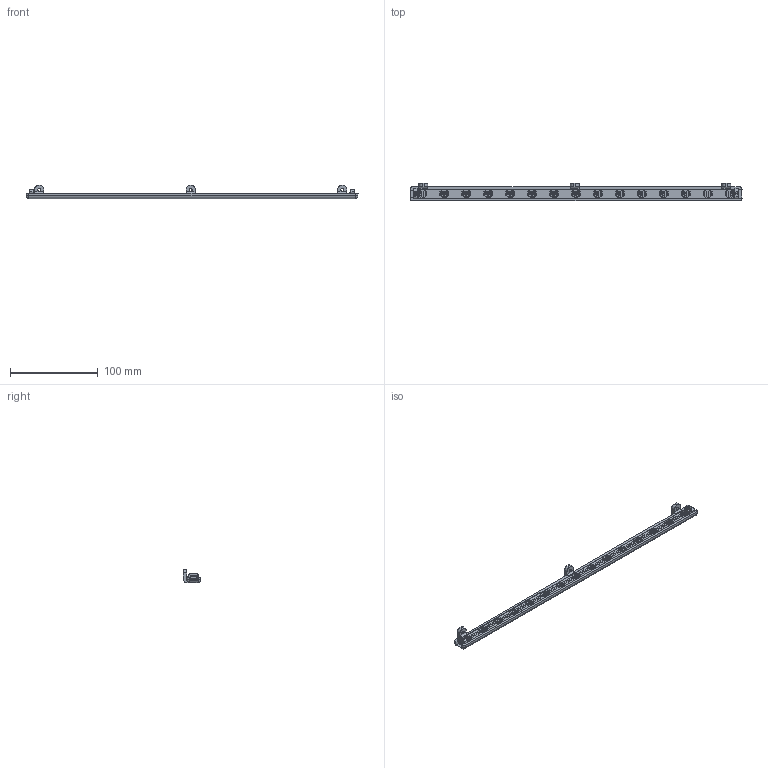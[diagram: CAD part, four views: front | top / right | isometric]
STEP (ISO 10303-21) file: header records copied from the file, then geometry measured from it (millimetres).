
FILE_DESCRIPTION (( 'STEP AP203' ), '1' );
FILE_NAME ('Neo Pixel SK6812 RGBW LED Strip 370 Assy.STEP', '2025-07-26T22:58:52', ( '' ), ( '' ), 'SwSTEP 2.0', 'SolidWorks 2025', '' );
FILE_SCHEMA (( 'CONFIG_CONTROL_DESIGN' ));
Length unit declared in the file: millimetre
Products named in the file (6): Neo Pixel SK6812 RGBW LED Strip 370 Assy; JST Socket 3 Pin.step; Neo Pixel SK6812 RGBW LED Strip 370; Plug; WS2812b Single.stp; Diffuser and mount
Assembly tree (20 placements, depth 2):
  Neo Pixel SK6812 RGBW LED Strip 370 Assy
    Neo Pixel SK6812 RGBW LED Strip 370
    JST Socket 3 Pin.step  x2
    WS2812b Single.stp  x15
    Diffuser and mount
    Plug
Bounding box: 378 x 20 x 15 mm (x, y, z)
Volume: 31494.8 mm3; surface area: 40688.8 mm2
Topology: 146 solids, 146 shells, 5561 faces, 15155 edges, 9914 vertices
Faces by surface type: bspline 2743, plane 2689, cylinder 121, torus 4, sphere 4
Entity records: 40760 total; most frequent: CARTESIAN_POINT 13876, ORIENTED_EDGE 6398, DIRECTION 3961, EDGE_CURVE 3199, VERTEX_POINT 2100, LINE 1967, VECTOR 1967, EDGE_LOOP 1157
